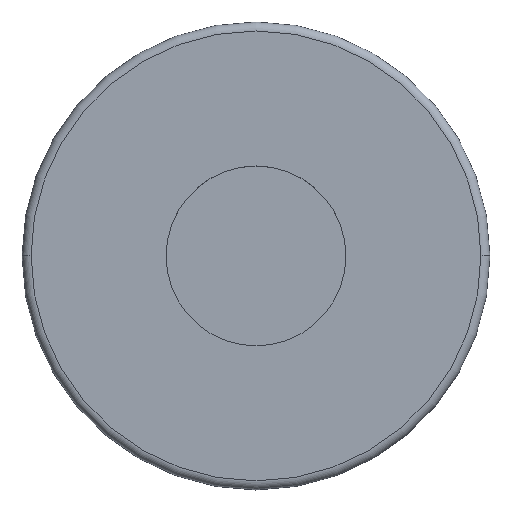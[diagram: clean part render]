
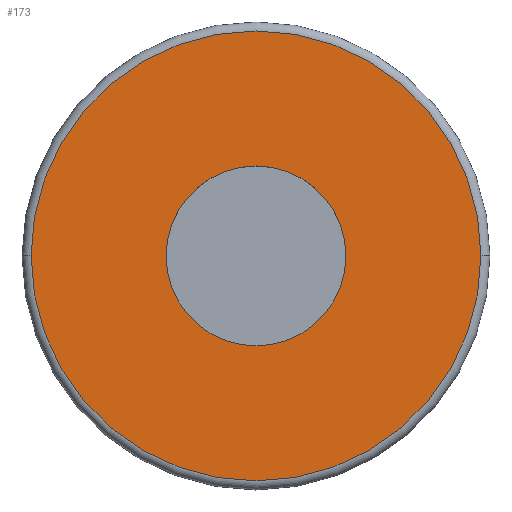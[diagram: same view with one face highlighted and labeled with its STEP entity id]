
A CAD part, top view. The second image highlights one B-rep face of the part: STEP entity #173.
In plain terms, the highlighted planar face has unit normal (0, 0, 1).
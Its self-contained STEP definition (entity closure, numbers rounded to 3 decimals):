
#80=CARTESIAN_POINT('Vertex',(6.25,0.,2.5)) ;
#87=CARTESIAN_POINT('Vertex',(-6.25,0.,2.5)) ;
#90=CARTESIAN_POINT('Axis2P3D Location',(0.,0.,2.5)) ;
#124=CARTESIAN_POINT('Axis2P3D Location',(0.,0.,2.5)) ;
#146=CARTESIAN_POINT('Axis2P3D Location',(0.,0.,2.5)) ;
#155=CARTESIAN_POINT('Axis2P3D Location',(0.,0.,2.5)) ;
#159=CARTESIAN_POINT('Vertex',(2.5,0.,2.5)) ;
#161=CARTESIAN_POINT('Vertex',(-2.5,0.,2.5)) ;
#164=CARTESIAN_POINT('Axis2P3D Location',(0.,0.,2.5)) ;
#91=DIRECTION('Axis2P3D Direction',(-0.,0.,1.)) ;
#125=DIRECTION('Axis2P3D Direction',(0.,-0.,1.)) ;
#147=DIRECTION('Axis2P3D Direction',(0.,0.,1.)) ;
#148=DIRECTION('Axis2P3D XDirection',(1.,0.,0.)) ;
#156=DIRECTION('Axis2P3D Direction',(0.,0.,1.)) ;
#165=DIRECTION('Axis2P3D Direction',(0.,0.,1.)) ;
#92=AXIS2_PLACEMENT_3D('Circle Axis2P3D',#90,#91,$) ;
#126=AXIS2_PLACEMENT_3D('Circle Axis2P3D',#124,#125,$) ;
#149=AXIS2_PLACEMENT_3D('Plane Axis2P3D',#146,#147,#148) ;
#157=AXIS2_PLACEMENT_3D('Circle Axis2P3D',#155,#156,$) ;
#166=AXIS2_PLACEMENT_3D('Circle Axis2P3D',#164,#165,$) ;
#93=CIRCLE('generated circle',#92,6.25) ;
#127=CIRCLE('generated circle',#126,6.25) ;
#158=CIRCLE('generated circle',#157,2.5) ;
#167=CIRCLE('generated circle',#166,2.5) ;
#150=PLANE('',#149) ;
#172=FACE_BOUND('',#169,.T.) ;
#94=EDGE_CURVE('',#81,#88,#93,.T.) ;
#128=EDGE_CURVE('',#88,#81,#127,.T.) ;
#163=EDGE_CURVE('',#160,#162,#158,.T.) ;
#168=EDGE_CURVE('',#162,#160,#167,.T.) ;
#152=ORIENTED_EDGE('',*,*,#94,.T.) ;
#153=ORIENTED_EDGE('',*,*,#128,.T.) ;
#170=ORIENTED_EDGE('',*,*,#163,.F.) ;
#171=ORIENTED_EDGE('',*,*,#168,.F.) ;
#151=EDGE_LOOP('',(#152,#153)) ;
#169=EDGE_LOOP('',(#170,#171)) ;
#81=VERTEX_POINT('',#80) ;
#88=VERTEX_POINT('',#87) ;
#160=VERTEX_POINT('',#159) ;
#162=VERTEX_POINT('',#161) ;
#173=ADVANCED_FACE('PartBody',(#154,#172),#150,.T.) ;
#154=FACE_OUTER_BOUND('',#151,.T.) ;
